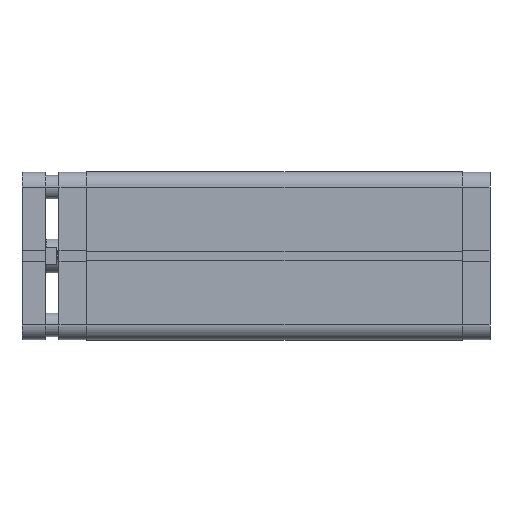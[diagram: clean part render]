
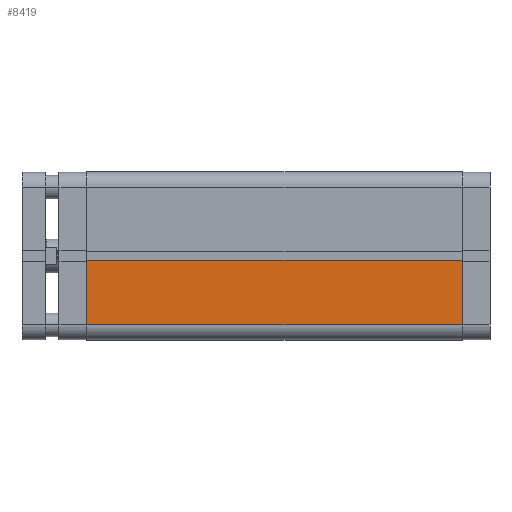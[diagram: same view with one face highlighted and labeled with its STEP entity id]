
A CAD part, front view. The second image highlights one B-rep face of the part: STEP entity #8419.
In plain terms, the highlighted face is planar.
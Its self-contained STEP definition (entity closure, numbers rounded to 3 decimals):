
#61 = EDGE_LOOP ( 'NONE', ( #4899, #4897, #4896, #4894 ) ) ;
#2522 = VERTEX_POINT ( 'NONE', #2867 ) ;
#2523 = VERTEX_POINT ( 'NONE', #2868 ) ;
#2575 = VERTEX_POINT ( 'NONE', #2906 ) ;
#2576 = VERTEX_POINT ( 'NONE', #2907 ) ;
#2867 = CARTESIAN_POINT ( 'NONE',  ( 50., -41., 223.5 ) ) ;
#2868 = CARTESIAN_POINT ( 'NONE',  ( 50., -2.6, 223.5 ) ) ;
#2906 = CARTESIAN_POINT ( 'NONE',  ( 50., -2.6, 0. ) ) ;
#2907 = CARTESIAN_POINT ( 'NONE',  ( 50., -41., 0. ) ) ;
#3746 = CARTESIAN_POINT ( 'NONE',  ( 50., -2.6, 0. ) ) ;
#4060 = EDGE_CURVE ( 'NONE', #2576, #2575, #6090, .T. ) ;
#4107 = EDGE_CURVE ( 'NONE', #2522, #2523, #7380, .T. ) ;
#4313 = EDGE_CURVE ( 'NONE', #2523, #2575, #7722, .T. ) ;
#4314 = EDGE_CURVE ( 'NONE', #2522, #2576, #7724, .T. ) ;
#4683 = AXIS2_PLACEMENT_3D ( 'NONE', #7305, #7311, #7312 ) ;
#4894 = ORIENTED_EDGE ( 'NONE', *, *, #4314, .T. ) ;
#4896 = ORIENTED_EDGE ( 'NONE', *, *, #4107, .F. ) ;
#4897 = ORIENTED_EDGE ( 'NONE', *, *, #4313, .F. ) ;
#4899 = ORIENTED_EDGE ( 'NONE', *, *, #4060, .T. ) ;
#6066 = VECTOR ( 'NONE', #6132, 1000. ) ;
#6090 = LINE ( 'NONE', #3746, #6066 ) ;
#6132 = DIRECTION ( 'NONE',  ( 0., 1., 0. ) ) ;
#6238 = CARTESIAN_POINT ( 'NONE',  ( 50., -2.6, 223.5 ) ) ;
#6239 = DIRECTION ( 'NONE',  ( 0., 1., 0. ) ) ;
#6718 = CARTESIAN_POINT ( 'NONE',  ( 50., -2.6, 223.5 ) ) ;
#6719 = DIRECTION ( 'NONE',  ( 0., 0., -1. ) ) ;
#6720 = CARTESIAN_POINT ( 'NONE',  ( 50., -41., 223.5 ) ) ;
#6721 = DIRECTION ( 'NONE',  ( 0., 0., -1. ) ) ;
#7302 = PLANE ( 'NONE',  #4683 ) ;
#7305 = CARTESIAN_POINT ( 'NONE',  ( 50., -2.6, 223.5 ) ) ;
#7311 = DIRECTION ( 'NONE',  ( -1., 0., 0. ) ) ;
#7312 = DIRECTION ( 'NONE',  ( 0., -1., 0. ) ) ;
#7380 = LINE ( 'NONE', #6238, #7381 ) ;
#7381 = VECTOR ( 'NONE', #6239, 1000. ) ;
#7722 = LINE ( 'NONE', #6718, #7723 ) ;
#7723 = VECTOR ( 'NONE', #6719, 1000. ) ;
#7724 = LINE ( 'NONE', #6720, #7725 ) ;
#7725 = VECTOR ( 'NONE', #6721, 1000. ) ;
#7963 = FACE_OUTER_BOUND ( 'NONE', #61, .T. ) ;
#8419 = ADVANCED_FACE ( 'NONE', ( #7963 ), #7302, .F. ) ;
